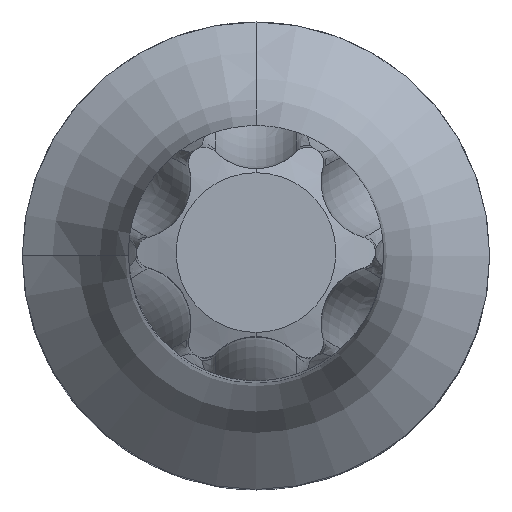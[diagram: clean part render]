
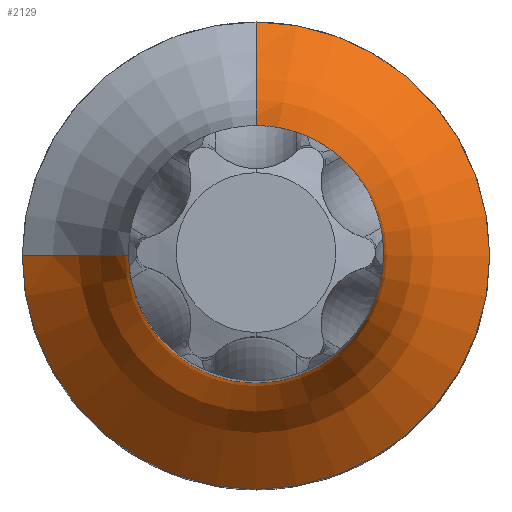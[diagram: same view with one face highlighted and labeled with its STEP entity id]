
A CAD part, top view. The second image highlights one B-rep face of the part: STEP entity #2129.
In plain terms, the highlighted toroidal (fillet/blend) face has major radius 16 mm and minor radius 10 mm.
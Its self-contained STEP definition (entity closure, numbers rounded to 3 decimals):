
#165=CARTESIAN_POINT('',(0.,0.,15.5));
#166=DIRECTION('',(0.,0.,1.));
#167=DIRECTION('',(1.,0.,0.));
#168=AXIS2_PLACEMENT_3D('',#165,#166,#167);
#366=CARTESIAN_POINT('',(0.,0.,24.16));
#367=DIRECTION('',(0.,0.,1.));
#368=DIRECTION('',(0.,-1.,0.));
#369=AXIS2_PLACEMENT_3D('',#366,#367,#368);
#371=CARTESIAN_POINT('',(0.,0.,15.5));
#372=DIRECTION('',(0.,0.,-1.));
#373=DIRECTION('',(1.,0.,0.));
#374=AXIS2_PLACEMENT_3D('',#371,#372,#373);
#376=CARTESIAN_POINT('',(-16.,0.,24.16));
#377=DIRECTION('',(0.,-1.,0.));
#378=DIRECTION('',(0.5,0.,-0.866));
#379=AXIS2_PLACEMENT_3D('',#376,#377,#378);
#713=CARTESIAN_POINT('',(0.,0.,24.16));
#714=DIRECTION('',(0.,0.,1.));
#715=DIRECTION('',(-1.,0.,0.));
#716=AXIS2_PLACEMENT_3D('',#713,#714,#715);
#1425=CARTESIAN_POINT('',(0.,16.,24.16));
#1426=DIRECTION('',(-1.,0.,0.));
#1427=DIRECTION('',(0.,-0.5,-0.866));
#1428=AXIS2_PLACEMENT_3D('',#1425,#1426,#1427);
#1707=CARTESIAN_POINT('',(11.,0.,15.5));
#1708=CARTESIAN_POINT('',(0.,11.,15.5));
#1709=VERTEX_POINT('',#1707);
#1710=VERTEX_POINT('',#1708);
#1711=CARTESIAN_POINT('',(-11.,0.,15.5));
#1712=VERTEX_POINT('',#1711);
#1713=CARTESIAN_POINT('',(0.,6.,24.16));
#1714=CARTESIAN_POINT('',(-6.,0.,24.16));
#1715=VERTEX_POINT('',#1713);
#1716=VERTEX_POINT('',#1714);
#1717=CARTESIAN_POINT('',(0.,-6.,24.16));
#1718=VERTEX_POINT('',#1717);
#2112=CARTESIAN_POINT('',(0.,0.,24.16));
#2113=DIRECTION('',(0.,0.,1.));
#2114=DIRECTION('',(-0.027,-1.,0.));
#2115=AXIS2_PLACEMENT_3D('',#2112,#2113,#2114);
#2116=TOROIDAL_SURFACE('',#2115,16.,10.);
#2118=ORIENTED_EDGE('',*,*,#2117,.T.);
#2120=ORIENTED_EDGE('',*,*,#2119,.F.);
#2121=ORIENTED_EDGE('',*,*,#1955,.F.);
#2122=ORIENTED_EDGE('',*,*,#2064,.T.);
#2124=ORIENTED_EDGE('',*,*,#2123,.T.);
#2126=ORIENTED_EDGE('',*,*,#2125,.T.);
#2127=EDGE_LOOP('',(#2118,#2120,#2121,#2122,#2124,#2126));
#2128=FACE_OUTER_BOUND('',#2127,.F.);
#2129=ADVANCED_FACE('',(#2128),#2116,.F.);
#169=CIRCLE('',#168,11.);
#370=CIRCLE('',#369,6.);
#375=CIRCLE('',#374,11.);
#380=CIRCLE('',#379,10.);
#717=CIRCLE('',#716,6.);
#1429=CIRCLE('',#1428,10.);
#1955=EDGE_CURVE('',#1709,#1710,#169,.T.);
#2064=EDGE_CURVE('',#1709,#1712,#375,.T.);
#2117=EDGE_CURVE('',#1718,#1715,#370,.T.);
#2119=EDGE_CURVE('',#1710,#1715,#1429,.T.);
#2123=EDGE_CURVE('',#1712,#1716,#380,.T.);
#2125=EDGE_CURVE('',#1716,#1718,#717,.T.);
